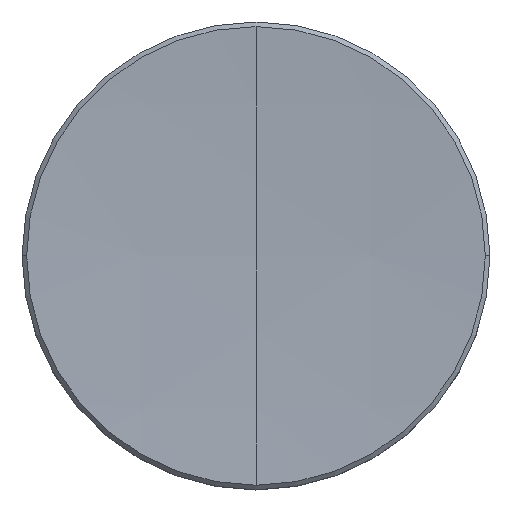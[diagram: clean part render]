
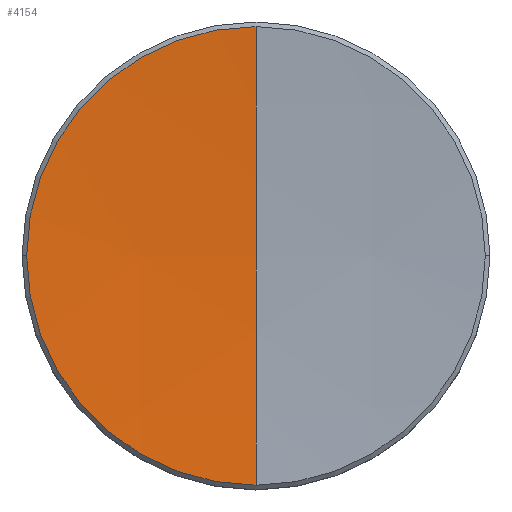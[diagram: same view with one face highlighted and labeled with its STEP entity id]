
A CAD part, top view. The second image highlights one B-rep face of the part: STEP entity #4154.
In plain terms, the highlighted spherical face has radius 200 mm.
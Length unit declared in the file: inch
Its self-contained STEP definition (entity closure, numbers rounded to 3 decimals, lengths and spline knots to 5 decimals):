
#23 = CARTESIAN_POINT ( 'NONE',  ( 0., 0., 7.98449 ) ) ;
#164 = ORIENTED_EDGE ( 'NONE', *, *, #208, .T. ) ;
#195 = DIRECTION ( 'NONE',  ( 1., 0., 0. ) ) ;
#208 = EDGE_CURVE ( 'NONE', #2418, #1694, #3156, .T. ) ;
#353 = DIRECTION ( 'NONE',  ( 0., 1., 0. ) ) ;
#431 = CARTESIAN_POINT ( 'NONE',  ( 0., 0., 0.12575 ) ) ;
#712 = DIRECTION ( 'NONE',  ( 0., 0., 1. ) ) ;
#742 = DIRECTION ( 'NONE',  ( 1., 0., 0. ) ) ;
#858 = CARTESIAN_POINT ( 'NONE',  ( 0., 0., 7.98449 ) ) ;
#985 = AXIS2_PLACEMENT_3D ( 'NONE', #431, #2662, #742 ) ;
#988 = CARTESIAN_POINT ( 'NONE',  ( 0., -0.49017, 0.12575 ) ) ;
#1099 = VERTEX_POINT ( 'NONE', #1760 ) ;
#1184 = DIRECTION ( 'NONE',  ( 0., 0., 1. ) ) ;
#1345 = SPHERICAL_SURFACE ( 'NONE', #2356, 7.87402 ) ;
#1393 = ORIENTED_EDGE ( 'NONE', *, *, #1788, .F. ) ;
#1462 = VERTEX_POINT ( 'NONE', #988 ) ;
#1694 = VERTEX_POINT ( 'NONE', #1878 ) ;
#1705 = AXIS2_PLACEMENT_3D ( 'NONE', #2632, #712, #2962 ) ;
#1760 = CARTESIAN_POINT ( 'NONE',  ( 0., 0., 0.11047 ) ) ;
#1788 = EDGE_CURVE ( 'NONE', #2418, #1099, #2531, .T. ) ;
#1826 = ORIENTED_EDGE ( 'NONE', *, *, #3980, .T. ) ;
#1878 = CARTESIAN_POINT ( 'NONE',  ( -0.49017, 0., 0.12575 ) ) ;
#2253 = DIRECTION ( 'NONE',  ( 1., 0., 0. ) ) ;
#2356 = AXIS2_PLACEMENT_3D ( 'NONE', #2760, #195, #3415 ) ;
#2397 = CIRCLE ( 'NONE', #1705, 0.49017 ) ;
#2398 = EDGE_LOOP ( 'NONE', ( #164, #1826, #2952, #1393 ) ) ;
#2418 = VERTEX_POINT ( 'NONE', #4101 ) ;
#2453 = CIRCLE ( 'NONE', #2661, 7.87402 ) ;
#2531 = CIRCLE ( 'NONE', #2848, 7.87402 ) ;
#2632 = CARTESIAN_POINT ( 'NONE',  ( 0., 0., 0.12575 ) ) ;
#2661 = AXIS2_PLACEMENT_3D ( 'NONE', #23, #2253, #353 ) ;
#2662 = DIRECTION ( 'NONE',  ( 0., 0., 1. ) ) ;
#2760 = CARTESIAN_POINT ( 'NONE',  ( 0., 0., 7.98449 ) ) ;
#2848 = AXIS2_PLACEMENT_3D ( 'NONE', #858, #3105, #1184 ) ;
#2952 = ORIENTED_EDGE ( 'NONE', *, *, #3473, .T. ) ;
#2962 = DIRECTION ( 'NONE',  ( 1., 0., 0. ) ) ;
#2963 = FACE_OUTER_BOUND ( 'NONE', #2398, .T. ) ;
#3105 = DIRECTION ( 'NONE',  ( -1., 0., 0. ) ) ;
#3156 = CIRCLE ( 'NONE', #985, 0.49017 ) ;
#3415 = DIRECTION ( 'NONE',  ( 0., 1., 0. ) ) ;
#3473 = EDGE_CURVE ( 'NONE', #1462, #1099, #2453, .T. ) ;
#3980 = EDGE_CURVE ( 'NONE', #1694, #1462, #2397, .T. ) ;
#4101 = CARTESIAN_POINT ( 'NONE',  ( 0., 0.49017, 0.12575 ) ) ;
#4154 = ADVANCED_FACE ( 'NONE', ( #2963 ), #1345, .F. ) ;
